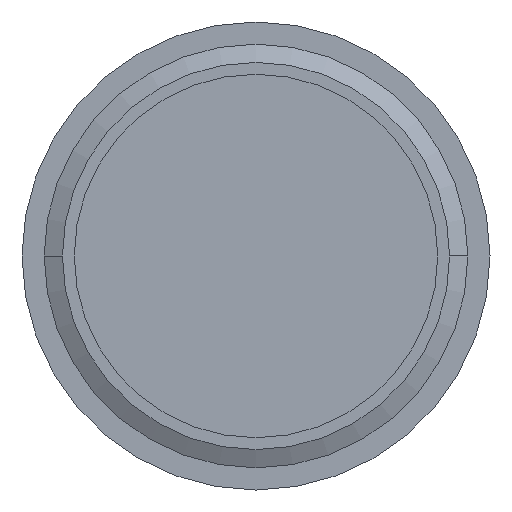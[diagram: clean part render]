
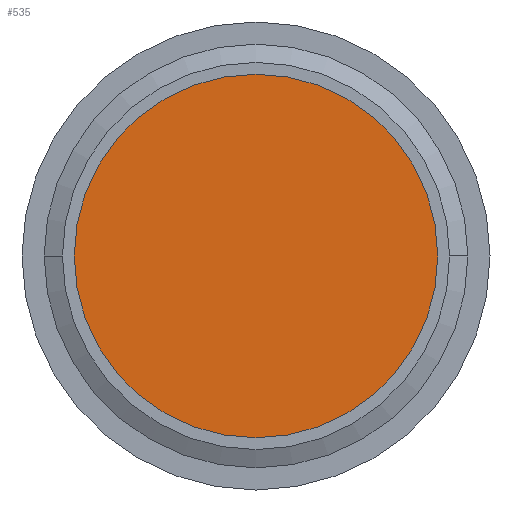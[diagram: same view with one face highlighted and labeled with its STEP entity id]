
A CAD part, front view. The second image highlights one B-rep face of the part: STEP entity #535.
In plain terms, the highlighted planar face has unit normal (0, -1, 0).
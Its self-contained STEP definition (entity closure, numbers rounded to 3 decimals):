
#17 = FACE_OUTER_BOUND ( 'NONE', #756, .T. ) ;
#36 = DIRECTION ( 'NONE',  ( 0., 1., 0. ) ) ;
#147 = CARTESIAN_POINT ( 'NONE',  ( 18.45, -2.4, 0. ) ) ;
#156 = AXIS2_PLACEMENT_3D ( 'NONE', #610, #720, #410 ) ;
#192 = VERTEX_POINT ( 'NONE', #416 ) ;
#196 = PLANE ( 'NONE',  #301 ) ;
#301 = AXIS2_PLACEMENT_3D ( 'NONE', #147, #517, #317 ) ;
#317 = DIRECTION ( 'NONE',  ( -1., 0., 0. ) ) ;
#365 = CIRCLE ( 'NONE', #156, 18.45 ) ;
#410 = DIRECTION ( 'NONE',  ( -1., 0., 0. ) ) ;
#416 = CARTESIAN_POINT ( 'NONE',  ( 18.45, -2.4, 0. ) ) ;
#456 = ORIENTED_EDGE ( 'NONE', *, *, #521, .F. ) ;
#502 = AXIS2_PLACEMENT_3D ( 'NONE', #700, #36, #515 ) ;
#515 = DIRECTION ( 'NONE',  ( -1., 0., 0. ) ) ;
#517 = DIRECTION ( 'NONE',  ( 0., 1., 0. ) ) ;
#521 = EDGE_CURVE ( 'NONE', #575, #192, #365, .T. ) ;
#535 = ADVANCED_FACE ( 'NONE', ( #17 ), #196, .F. ) ;
#544 = CARTESIAN_POINT ( 'NONE',  ( -18.45, -2.4, 0. ) ) ;
#575 = VERTEX_POINT ( 'NONE', #544 ) ;
#610 = CARTESIAN_POINT ( 'NONE',  ( 0., -2.4, 0. ) ) ;
#663 = ORIENTED_EDGE ( 'NONE', *, *, #717, .F. ) ;
#699 = CIRCLE ( 'NONE', #502, 18.45 ) ;
#700 = CARTESIAN_POINT ( 'NONE',  ( 0., -2.4, 0. ) ) ;
#717 = EDGE_CURVE ( 'NONE', #192, #575, #699, .T. ) ;
#720 = DIRECTION ( 'NONE',  ( 0., 1., 0. ) ) ;
#756 = EDGE_LOOP ( 'NONE', ( #456, #663 ) ) ;
